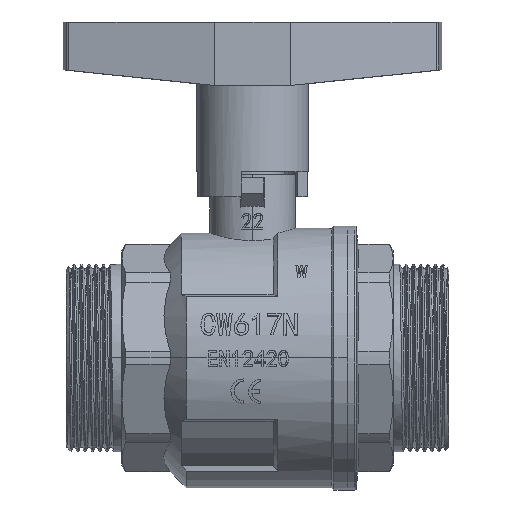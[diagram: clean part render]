
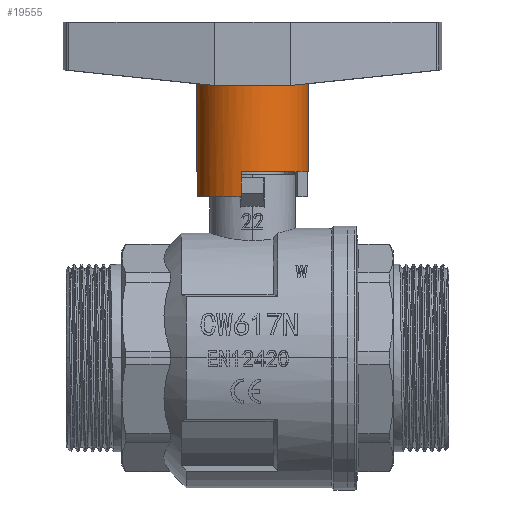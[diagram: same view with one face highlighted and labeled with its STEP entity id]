
A CAD part, top view. The second image highlights one B-rep face of the part: STEP entity #19555.
In plain terms, the highlighted cylindrical face has radius 17.7 mm (diameter 35.4 mm), a partial arc.
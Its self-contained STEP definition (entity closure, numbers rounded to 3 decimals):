
#421=CYLINDRICAL_SURFACE('',#21135,17.7);
#997=CIRCLE('',#21130,17.7);
#999=CIRCLE('',#21136,17.7);
#1000=CIRCLE('',#21137,17.7);
#1001=CIRCLE('',#21138,17.7);
#1002=CIRCLE('',#21139,17.7);
#1003=CIRCLE('',#21140,17.7);
#1720=LINE('',#70239,#2873);
#1783=LINE('',#70412,#2936);
#1786=LINE('',#70418,#2939);
#1787=LINE('',#70422,#2940);
#1788=LINE('',#70426,#2941);
#1789=LINE('',#70431,#2942);
#2873=VECTOR('',#24365,1000.);
#2936=VECTOR('',#24490,1000.);
#2939=VECTOR('',#24495,1000.);
#2940=VECTOR('',#24500,1000.);
#2941=VECTOR('',#24503,1000.);
#2942=VECTOR('',#24508,1000.);
#8462=ORIENTED_EDGE('',*,*,#12308,.F.);
#8463=ORIENTED_EDGE('',*,*,#12389,.F.);
#8464=ORIENTED_EDGE('',*,*,#12390,.T.);
#8465=ORIENTED_EDGE('',*,*,#12391,.T.);
#8466=ORIENTED_EDGE('',*,*,#12392,.F.);
#8467=ORIENTED_EDGE('',*,*,#12393,.F.);
#8468=ORIENTED_EDGE('',*,*,#12385,.F.);
#8469=ORIENTED_EDGE('',*,*,#12381,.F.);
#8470=ORIENTED_EDGE('',*,*,#12388,.T.);
#8471=ORIENTED_EDGE('',*,*,#12394,.F.);
#8472=ORIENTED_EDGE('',*,*,#12395,.T.);
#8473=ORIENTED_EDGE('',*,*,#12396,.T.);
#12308=EDGE_CURVE('',#14603,#14604,#1720,.T.);
#12381=EDGE_CURVE('',#14657,#14653,#997,.T.);
#12385=EDGE_CURVE('',#14653,#14658,#1783,.T.);
#12388=EDGE_CURVE('',#14657,#14660,#1786,.T.);
#12389=EDGE_CURVE('',#14661,#14603,#999,.T.);
#12390=EDGE_CURVE('',#14661,#14662,#1787,.T.);
#12391=EDGE_CURVE('',#14662,#14663,#1000,.T.);
#12392=EDGE_CURVE('',#14664,#14663,#1788,.T.);
#12393=EDGE_CURVE('',#14658,#14664,#1001,.T.);
#12394=EDGE_CURVE('',#14665,#14660,#1002,.T.);
#12395=EDGE_CURVE('',#14665,#14666,#1789,.T.);
#12396=EDGE_CURVE('',#14666,#14604,#1003,.T.);
#14603=VERTEX_POINT('',#70238);
#14604=VERTEX_POINT('',#70240);
#14653=VERTEX_POINT('',#70396);
#14657=VERTEX_POINT('',#70404);
#14658=VERTEX_POINT('',#70411);
#14660=VERTEX_POINT('',#70417);
#14661=VERTEX_POINT('',#70421);
#14662=VERTEX_POINT('',#70423);
#14663=VERTEX_POINT('',#70425);
#14664=VERTEX_POINT('',#70427);
#14665=VERTEX_POINT('',#70430);
#14666=VERTEX_POINT('',#70432);
#17163=EDGE_LOOP('',(#8462,#8463,#8464,#8465,#8466,#8467,#8468,#8469,#8470,
#8471,#8472,#8473));
#18370=FACE_BOUND('',#17163,.T.);
#19555=ADVANCED_FACE('',(#18370),#421,.T.);
#21130=AXIS2_PLACEMENT_3D('',#70405,#24480,#24481);
#21135=AXIS2_PLACEMENT_3D('',#70419,#24496,#24497);
#21136=AXIS2_PLACEMENT_3D('',#70420,#24498,#24499);
#21137=AXIS2_PLACEMENT_3D('',#70424,#24501,#24502);
#21138=AXIS2_PLACEMENT_3D('',#70428,#24504,#24505);
#21139=AXIS2_PLACEMENT_3D('',#70429,#24506,#24507);
#21140=AXIS2_PLACEMENT_3D('',#70433,#24509,#24510);
#24365=DIRECTION('',(0.,0.,-1.));
#24480=DIRECTION('',(0.,0.,-1.));
#24481=DIRECTION('',(0.428,-0.904,0.));
#24490=DIRECTION('',(0.,0.,-1.));
#24495=DIRECTION('',(0.,0.,-1.));
#24496=DIRECTION('',(0.,0.,-1.));
#24497=DIRECTION('',(1.,0.,0.));
#24498=DIRECTION('',(0.,0.,1.));
#24499=DIRECTION('',(0.198,-0.98,0.));
#24500=DIRECTION('',(0.,0.,-1.));
#24501=DIRECTION('',(0.,0.,-1.));
#24502=DIRECTION('',(0.198,-0.98,0.));
#24503=DIRECTION('',(0.,0.,1.));
#24504=DIRECTION('',(0.,0.,-1.));
#24505=DIRECTION('',(-0.428,-0.904,0.));
#24506=DIRECTION('',(0.,0.,-1.));
#24507=DIRECTION('',(1.,0.,0.));
#24508=DIRECTION('',(0.,0.,1.));
#24509=DIRECTION('',(0.,0.,-1.));
#24510=DIRECTION('',(1.,0.,0.));
#70238=CARTESIAN_POINT('',(17.351,-3.5,55.2));
#70239=CARTESIAN_POINT('',(17.351,-3.5,55.2));
#70240=CARTESIAN_POINT('',(17.351,-3.5,47.2));
#70396=CARTESIAN_POINT('',(-7.569,-16.,20.));
#70404=CARTESIAN_POINT('',(7.569,-16.,20.));
#70405=CARTESIAN_POINT('',(0.,0.,20.));
#70411=CARTESIAN_POINT('',(-7.569,-16.,5.));
#70412=CARTESIAN_POINT('',(-7.569,-16.,20.));
#70417=CARTESIAN_POINT('',(7.569,-16.,5.));
#70418=CARTESIAN_POINT('',(7.569,-16.,20.));
#70419=CARTESIAN_POINT('',(0.,0.,57.96));
#70420=CARTESIAN_POINT('',(0.,0.,55.2));
#70421=CARTESIAN_POINT('',(3.5,-17.351,55.2));
#70422=CARTESIAN_POINT('',(3.5,-17.351,55.2));
#70423=CARTESIAN_POINT('',(3.5,-17.351,47.2));
#70424=CARTESIAN_POINT('',(0.,0.,47.2));
#70425=CARTESIAN_POINT('',(-17.7,0.,47.2));
#70426=CARTESIAN_POINT('',(-17.7,0.,5.));
#70427=CARTESIAN_POINT('',(-17.7,0.,5.));
#70428=CARTESIAN_POINT('',(0.,0.,5.));
#70429=CARTESIAN_POINT('',(0.,0.,5.));
#70430=CARTESIAN_POINT('',(17.7,0.,5.));
#70431=CARTESIAN_POINT('',(17.7,0.,5.));
#70432=CARTESIAN_POINT('',(17.7,0.,47.2));
#70433=CARTESIAN_POINT('',(0.,0.,47.2));
